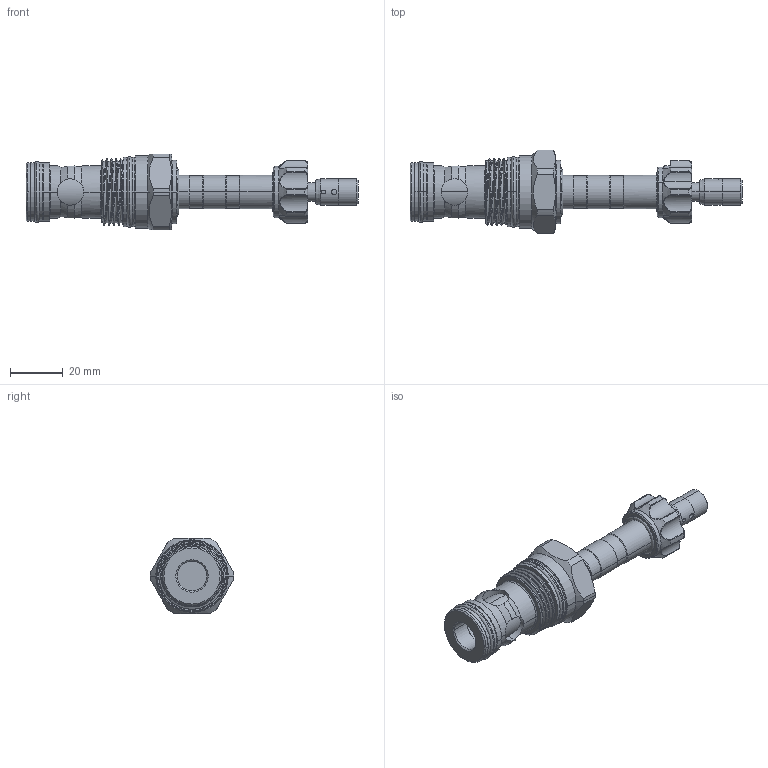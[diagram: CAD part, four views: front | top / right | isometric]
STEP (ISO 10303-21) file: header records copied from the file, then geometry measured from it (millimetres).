
FILE_DESCRIPTION (( 'STEP AP203' ), '1' );
FILE_NAME ('EP5A2A02T05.STEP', '2020-04-16T00:52:34', ( '' ), ( '' ), 'SwSTEP 2.0', 'SolidWorks 2018', '' );
FILE_SCHEMA (( 'CONFIG_CONTROL_DESIGN' ));
Length unit declared in the file: millimetre
Products named in the file (1): EP5A2A02T05
Bounding box: 125.45 x 31.6 x 28.57 mm (x, y, z)
Volume: 34568.6 mm3; surface area: 12476.4 mm2
Topology: 6 solids, 6 shells, 332 faces, 796 edges, 494 vertices
Faces by surface type: cylinder 160, cone 52, torus 47, plane 37, bspline 36
Entity records: 13701 total; most frequent: CARTESIAN_POINT 6283, ORIENTED_EDGE 1584, DIRECTION 1500, EDGE_CURVE 792, AXIS2_PLACEMENT_3D 653, VERTEX_POINT 492, EDGE_LOOP 364, CIRCLE 356
